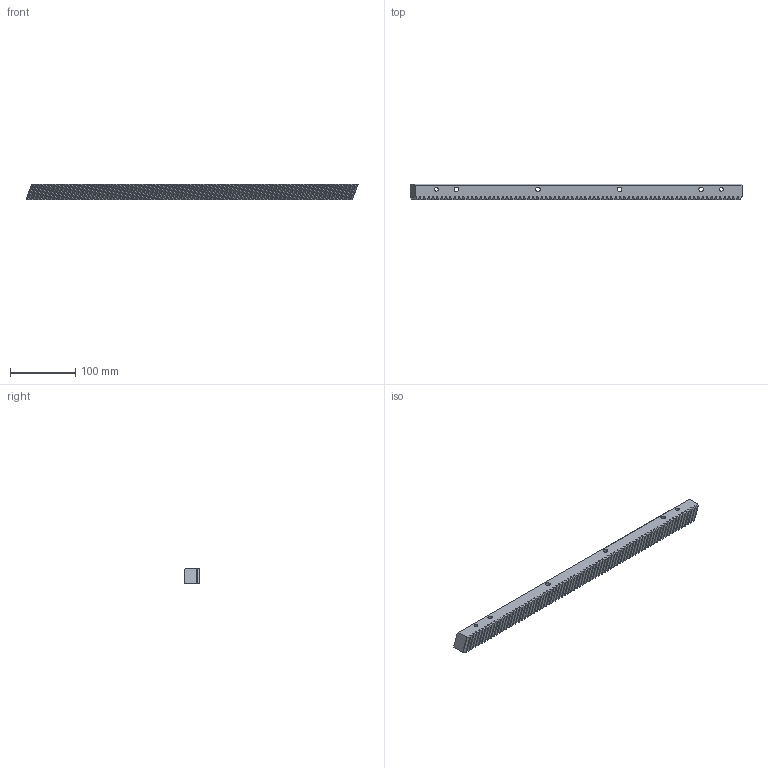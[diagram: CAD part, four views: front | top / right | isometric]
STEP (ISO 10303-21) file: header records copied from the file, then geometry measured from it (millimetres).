
FILE_DESCRIPTION(('HOOPS Exchange Step'),'2;1');
FILE_NAME('export-F0491939-9161-4392-8578-B76774561E73.stp','2020-11-24T21:21:12+01:00',('Gebruiker'),('Alibre'),'HOOPS Exchange 2020.1','Alibre','Unknown authorisation');
FILE_SCHEMA( ('AP242_MANAGED_MODEL_BASED_3D_ENGINEERING_MIM_LF {1 0 10303 442 1 1 4 }') );
Length unit declared in the file: millimetre
Products named in the file (1): 5353 Helical Rack Module 2 Q6 (High Precision) 24x24x500mm
Bounding box: 508.51 x 24 x 24 mm (x, y, z)
Volume: 255052.2 mm3; surface area: 61131.2 mm2
Topology: 1 solids, 1 shells, 481 faces, 1425 edges, 950 vertices
Faces by surface type: plane 311, bspline 150, cylinder 20
Entity records: 16283 total; most frequent: CARTESIAN_POINT 3608, ORIENTED_EDGE 2850, DIRECTION 2431, EDGE_CURVE 1425, VECTOR 1085, LINE 1085, VERTEX_POINT 950, AXIS2_PLACEMENT_3D 673
